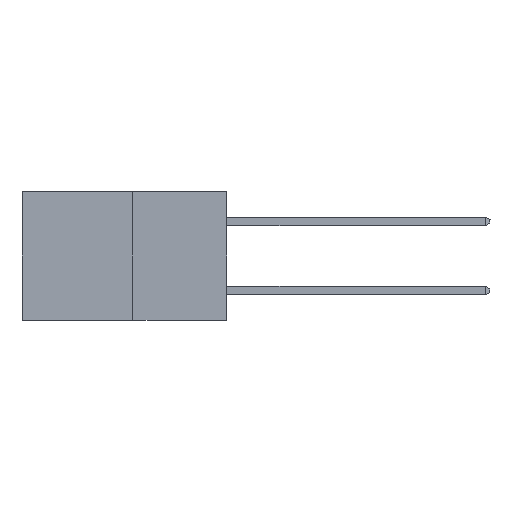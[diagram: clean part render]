
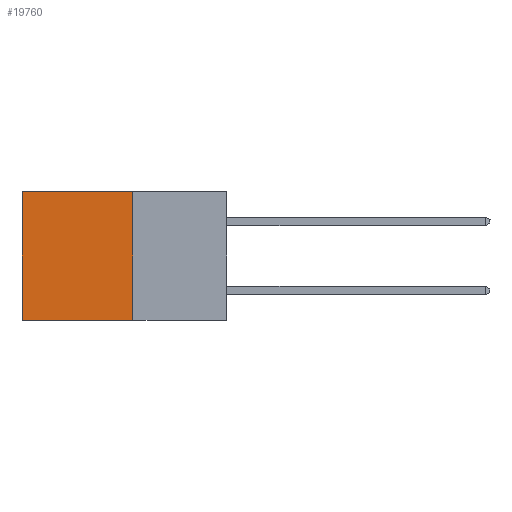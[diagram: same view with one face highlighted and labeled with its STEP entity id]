
A CAD part, left-side view. The second image highlights one B-rep face of the part: STEP entity #19760.
In plain terms, the highlighted planar face has unit normal (-1, 0, 0).
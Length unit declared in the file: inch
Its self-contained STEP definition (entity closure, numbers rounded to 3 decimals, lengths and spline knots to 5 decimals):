
#114 = CARTESIAN_POINT ( 'NONE',  ( 0.277, 0.27, 0. ) ) ;
#454 = DIRECTION ( 'NONE',  ( 1., 0., 0. ) ) ;
#1599 = EDGE_CURVE ( 'NONE', #4361, #14631, #4889, .T. ) ;
#2400 = VERTEX_POINT ( 'NONE', #114 ) ;
#2868 = EDGE_CURVE ( 'NONE', #12913, #14631, #15523, .T. ) ;
#3066 = CARTESIAN_POINT ( 'NONE',  ( 0.277, 0.59, -0.37 ) ) ;
#3099 = ORIENTED_EDGE ( 'NONE', *, *, #11964, .F. ) ;
#3376 = ORIENTED_EDGE ( 'NONE', *, *, #1599, .F. ) ;
#3486 = CARTESIAN_POINT ( 'NONE',  ( 0.277, 0.27, 0. ) ) ;
#3534 = DIRECTION ( 'NONE',  ( 0., 1., 0. ) ) ;
#4043 = CARTESIAN_POINT ( 'NONE',  ( 0.277, 0.27, -0.37 ) ) ;
#4361 = VERTEX_POINT ( 'NONE', #4043 ) ;
#4889 = LINE ( 'NONE', #11364, #9499 ) ;
#5899 = LINE ( 'NONE', #19650, #10554 ) ;
#8449 = PLANE ( 'NONE',  #17003 ) ;
#8747 = ORIENTED_EDGE ( 'NONE', *, *, #17720, .T. ) ;
#9499 = VECTOR ( 'NONE', #14440, 39.37008 ) ;
#10031 = CARTESIAN_POINT ( 'NONE',  ( 0.277, 0.27, -0.37 ) ) ;
#10554 = VECTOR ( 'NONE', #19003, 39.37008 ) ;
#11364 = CARTESIAN_POINT ( 'NONE',  ( 0.277, 0.27, -0.37 ) ) ;
#11404 = LINE ( 'NONE', #3486, #13215 ) ;
#11475 = CARTESIAN_POINT ( 'NONE',  ( 0.277, 0.59, -0.37 ) ) ;
#11637 = DIRECTION ( 'NONE',  ( 0., 0., -1. ) ) ;
#11964 = EDGE_CURVE ( 'NONE', #2400, #4361, #5899, .T. ) ;
#12913 = VERTEX_POINT ( 'NONE', #18113 ) ;
#12943 = ORIENTED_EDGE ( 'NONE', *, *, #2868, .T. ) ;
#13215 = VECTOR ( 'NONE', #3534, 39.37008 ) ;
#14440 = DIRECTION ( 'NONE',  ( 0., 1., 0. ) ) ;
#14631 = VERTEX_POINT ( 'NONE', #3066 ) ;
#15031 = VECTOR ( 'NONE', #17619, 39.37008 ) ;
#15523 = LINE ( 'NONE', #11475, #15031 ) ;
#16204 = FACE_OUTER_BOUND ( 'NONE', #16915, .T. ) ;
#16915 = EDGE_LOOP ( 'NONE', ( #12943, #3376, #3099, #8747 ) ) ;
#17003 = AXIS2_PLACEMENT_3D ( 'NONE', #10031, #454, #11637 ) ;
#17619 = DIRECTION ( 'NONE',  ( 0., 0., -1. ) ) ;
#17720 = EDGE_CURVE ( 'NONE', #2400, #12913, #11404, .T. ) ;
#18113 = CARTESIAN_POINT ( 'NONE',  ( 0.277, 0.59, 0. ) ) ;
#19003 = DIRECTION ( 'NONE',  ( 0., 0., -1. ) ) ;
#19650 = CARTESIAN_POINT ( 'NONE',  ( 0.277, 0.27, -0.37 ) ) ;
#19760 = ADVANCED_FACE ( 'NONE', ( #16204 ), #8449, .F. ) ;
